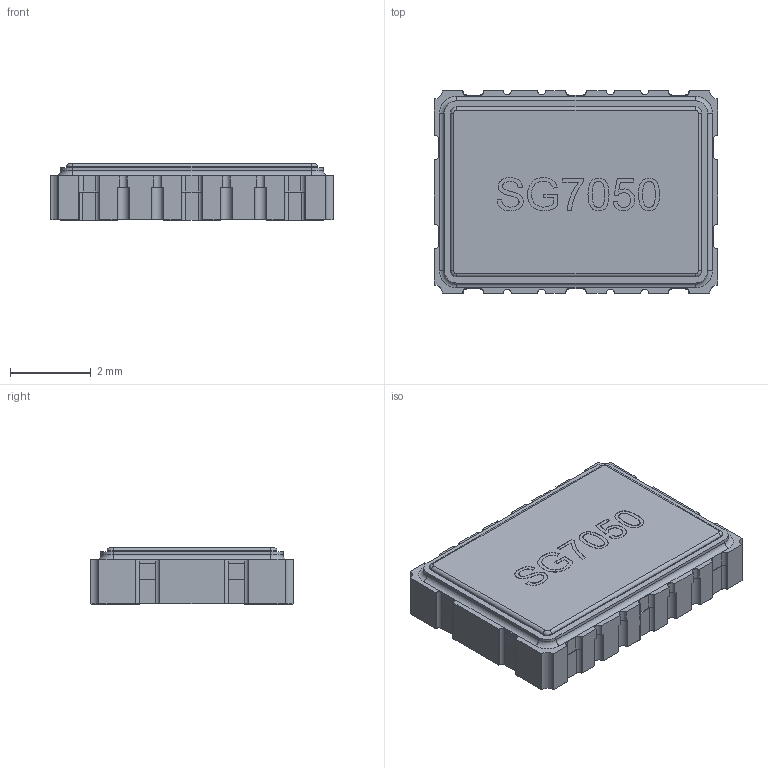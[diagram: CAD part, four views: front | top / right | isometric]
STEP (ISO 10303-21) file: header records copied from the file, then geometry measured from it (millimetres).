
FILE_DESCRIPTION (( 'STEP AP214' ), '1' );
FILE_NAME ('0C8267C0-E98B-46ED-8EE8-07F84567CCCD.STEP', '2023-10-19T08:40:09', ( '' ), ( '' ), 'SwSTEP 2.0', 'SolidWorks 2022', '' );
FILE_SCHEMA (( 'AUTOMOTIVE_DESIGN' ));
Length unit declared in the file: millimetre
Products named in the file (1): 0C8267C0-E98B-46ED-8EE8-07F84567CCCD
Bounding box: 7 x 5 x 1.4 mm (x, y, z)
Volume: 45.7 mm3; surface area: 102.2 mm2
Topology: 1 solids, 1 shells, 342 faces, 958 edges, 628 vertices
Faces by surface type: plane 209, cylinder 80, bspline 45, torus 8
Entity records: 16281 total; most frequent: CARTESIAN_POINT 5342, ORIENTED_EDGE 1916, DIRECTION 1632, EDGE_CURVE 958, VECTOR 700, LINE 700, VERTEX_POINT 628, AXIS2_PLACEMENT_3D 466
